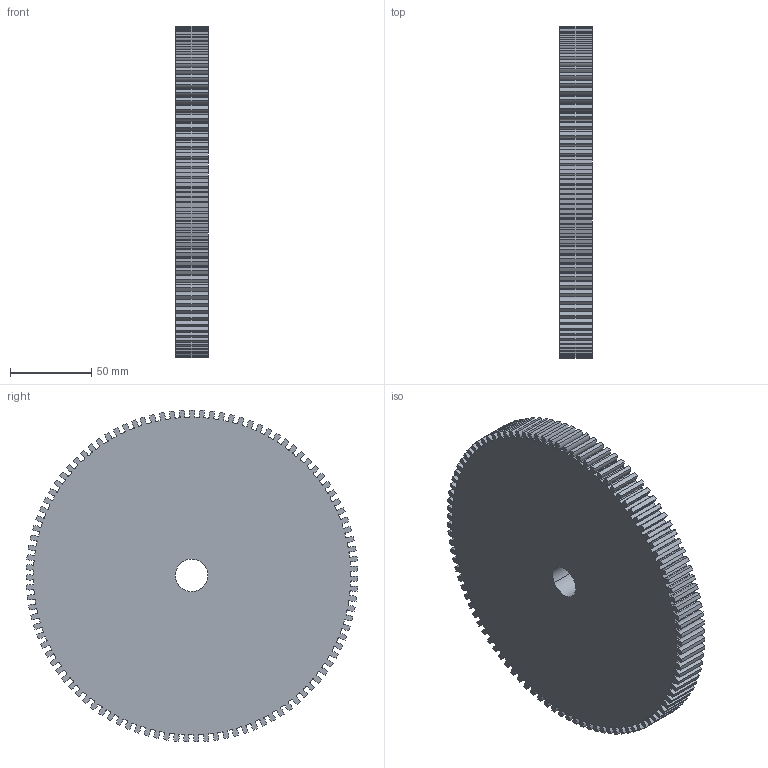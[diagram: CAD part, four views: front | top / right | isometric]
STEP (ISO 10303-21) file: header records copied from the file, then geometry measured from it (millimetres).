
FILE_DESCRIPTION(('CATIA V5 STEP Exchange'),'2;1');
FILE_NAME('o_p Gear.stp','2021-06-26T14:34:28+00:00',('none'),('none'),'CATIA Version 5 Release 20 GA (IN-10)','CATIA V5 STEP AP203','none');
FILE_SCHEMA(('CONFIG_CONTROL_DESIGN'));
Length unit declared in the file: millimetre
Products named in the file (1): g_b
Bounding box: 20 x 204 x 203.99 mm (x, y, z)
Volume: 619355.9 mm3; surface area: 93082.4 mm2
Topology: 1 solids, 1 shells, 622 faces, 1860 edges, 1240 vertices
Faces by surface type: cylinder 620, plane 2
Entity records: 20015 total; most frequent: ORIENTED_EDGE 3720, CARTESIAN_POINT 3620, DIRECTION 2898, EDGE_CURVE 1860, AXIS2_PLACEMENT_3D 1760, CIRCLE 1240, VERTEX_POINT 1240, EDGE_LOOP 624
